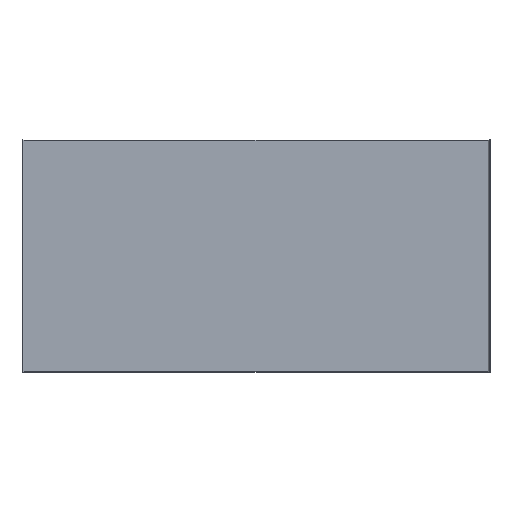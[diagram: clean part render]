
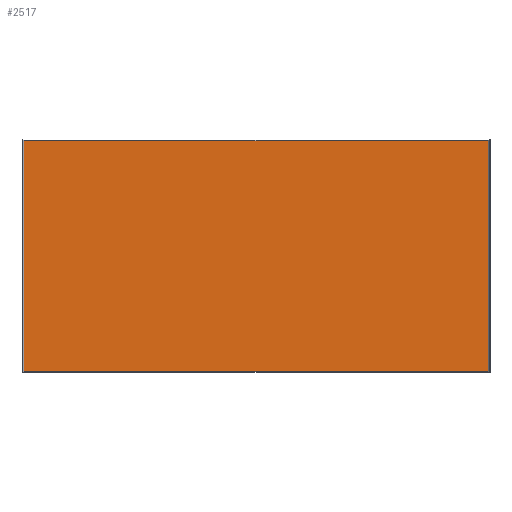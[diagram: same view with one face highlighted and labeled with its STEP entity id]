
A CAD part, top view. The second image highlights one B-rep face of the part: STEP entity #2517.
In plain terms, the highlighted planar face has unit normal (0, 0, 1).
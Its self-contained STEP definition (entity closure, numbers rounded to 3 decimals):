
#92 = EDGE_CURVE ( 'NONE', #1449, #181, #383, .T. ) ;
#138 = DIRECTION ( 'NONE',  ( 1., 0., 0. ) ) ;
#181 = VERTEX_POINT ( 'NONE', #2883 ) ;
#256 = LINE ( 'NONE', #3029, #1464 ) ;
#383 = LINE ( 'NONE', #3066, #1509 ) ;
#428 = PLANE ( 'NONE',  #611 ) ;
#590 = CARTESIAN_POINT ( 'NONE',  ( -354.405, -173.939, 0. ) ) ;
#611 = AXIS2_PLACEMENT_3D ( 'NONE', #2406, #974, #1953 ) ;
#620 = CARTESIAN_POINT ( 'NONE',  ( -350.5, 173.939, 0. ) ) ;
#792 = EDGE_CURVE ( 'NONE', #2973, #1132, #1353, .T. ) ;
#974 = DIRECTION ( 'NONE',  ( 0., 0., 1. ) ) ;
#1132 = VERTEX_POINT ( 'NONE', #1242 ) ;
#1242 = CARTESIAN_POINT ( 'NONE',  ( 350.5, -173.939, 0. ) ) ;
#1353 = LINE ( 'NONE', #590, #3058 ) ;
#1449 = VERTEX_POINT ( 'NONE', #620 ) ;
#1464 = VECTOR ( 'NONE', #1777, 1000. ) ;
#1478 = ORIENTED_EDGE ( 'NONE', *, *, #92, .F. ) ;
#1509 = VECTOR ( 'NONE', #138, 1000. ) ;
#1666 = ORIENTED_EDGE ( 'NONE', *, *, #792, .T. ) ;
#1735 = EDGE_CURVE ( 'NONE', #2973, #1449, #1756, .T. ) ;
#1756 = LINE ( 'NONE', #2711, #2740 ) ;
#1777 = DIRECTION ( 'NONE',  ( 0., -1., 0. ) ) ;
#1778 = ORIENTED_EDGE ( 'NONE', *, *, #1735, .F. ) ;
#1860 = DIRECTION ( 'NONE',  ( 1., 0., 0. ) ) ;
#1953 = DIRECTION ( 'NONE',  ( 1., 0., 0. ) ) ;
#1986 = ORIENTED_EDGE ( 'NONE', *, *, #2397, .F. ) ;
#2084 = CARTESIAN_POINT ( 'NONE',  ( -350.5, -173.939, 0. ) ) ;
#2388 = FACE_OUTER_BOUND ( 'NONE', #3107, .T. ) ;
#2397 = EDGE_CURVE ( 'NONE', #181, #1132, #256, .T. ) ;
#2406 = CARTESIAN_POINT ( 'NONE',  ( 0., 0., 0. ) ) ;
#2517 = ADVANCED_FACE ( 'NONE', ( #2388 ), #428, .T. ) ;
#2711 = CARTESIAN_POINT ( 'NONE',  ( -350.5, -175., 0. ) ) ;
#2740 = VECTOR ( 'NONE', #2980, 1000. ) ;
#2883 = CARTESIAN_POINT ( 'NONE',  ( 350.5, 173.939, 0. ) ) ;
#2973 = VERTEX_POINT ( 'NONE', #2084 ) ;
#2980 = DIRECTION ( 'NONE',  ( 0., 1., 0. ) ) ;
#3029 = CARTESIAN_POINT ( 'NONE',  ( 350.5, 175., 0. ) ) ;
#3058 = VECTOR ( 'NONE', #1860, 1000. ) ;
#3066 = CARTESIAN_POINT ( 'NONE',  ( -354.405, 173.939, 0. ) ) ;
#3107 = EDGE_LOOP ( 'NONE', ( #1666, #1986, #1478, #1778 ) ) ;
